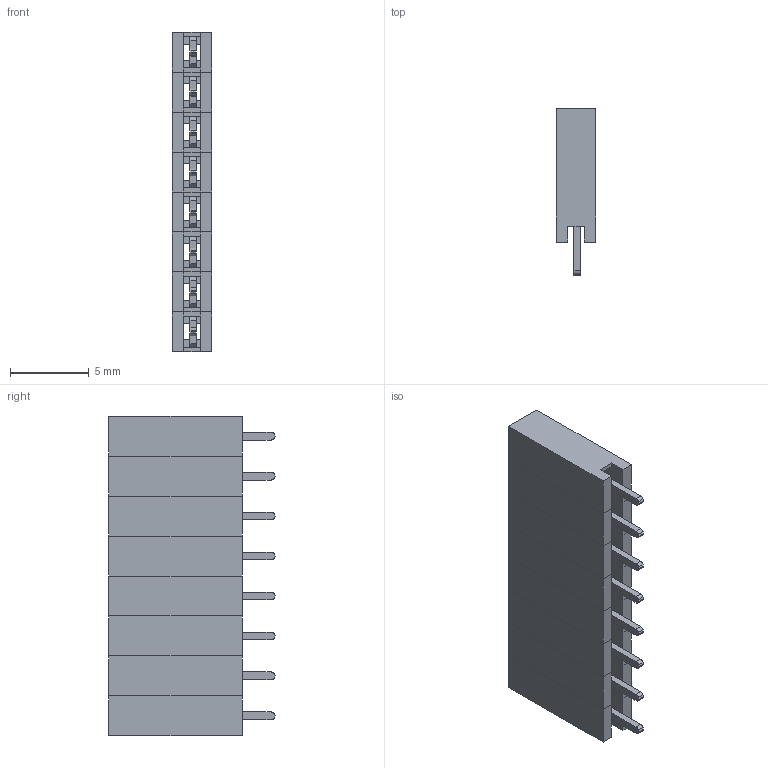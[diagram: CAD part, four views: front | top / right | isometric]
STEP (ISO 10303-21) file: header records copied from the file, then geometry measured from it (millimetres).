
FILE_DESCRIPTION(/* description */ (''),/* implementation_level */ '2;1');
FILE_NAME(/* name */ 'Socket_Female_1x8.step',/* time_stamp */ '2017-11-04T23:42:53+01:00',/* author */ ('aleh.zasypkin'),/* organization */ (''),/* preprocessor_version */ 'ST-DEVELOPER v16.13',/* originating_system */ 'Autodesk Translation Framework v6.5.0.72',/* authorisation */ '');
FILE_SCHEMA (('AUTOMOTIVE_DESIGN { 1 0 10303 214 3 1 1 }'));
Length unit declared in the file: millimetre
Products named in the file (4): Header_4; header (1); header; pin
Assembly tree (10 placements, depth 3):
  Header_4
    header (1)  x8
      header
      pin
Bounding box: 2.54 x 10.59 x 20.32 mm (x, y, z)
Volume: 318.7 mm3; surface area: 1379.4 mm2
Topology: 16 solids, 16 shells, 336 faces, 912 edges, 608 vertices
Faces by surface type: plane 304, cylinder 32
Entity records: 1494 total; most frequent: CARTESIAN_POINT 247, DIRECTION 236, ORIENTED_EDGE 228, EDGE_CURVE 114, LINE 106, VECTOR 106, VERTEX_POINT 76, AXIS2_PLACEMENT_3D 65
